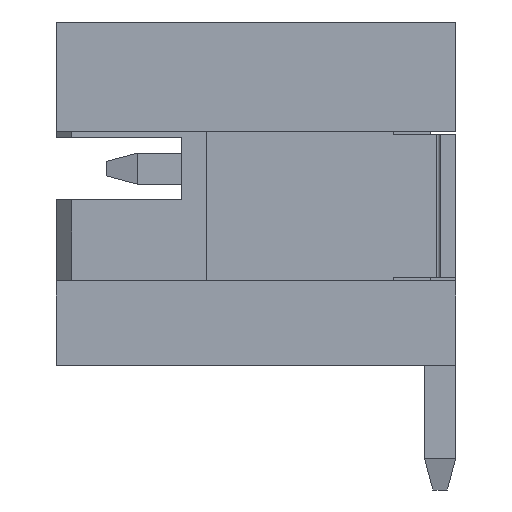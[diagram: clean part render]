
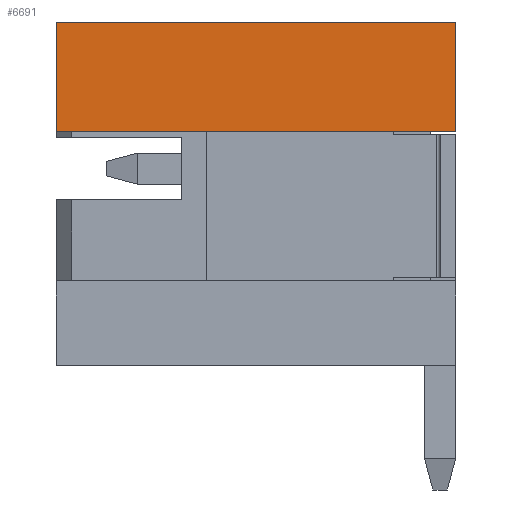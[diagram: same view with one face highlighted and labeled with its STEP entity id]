
A CAD part, left-side view. The second image highlights one B-rep face of the part: STEP entity #6691.
In plain terms, the highlighted planar face has unit normal (-1, 0, 0).
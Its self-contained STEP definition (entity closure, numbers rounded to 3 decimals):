
#47 = ORIENTED_EDGE ( 'NONE', *, *, #6140, .F. ) ;
#90 = LINE ( 'NONE', #491, #3924 ) ;
#491 = CARTESIAN_POINT ( 'NONE',  ( -3., 6.4, 2.35 ) ) ;
#657 = CARTESIAN_POINT ( 'NONE',  ( -3., 0., 0. ) ) ;
#719 = EDGE_CURVE ( 'NONE', #3142, #7111, #8418, .T. ) ;
#825 = CARTESIAN_POINT ( 'NONE',  ( -3., 6.4, 0.6 ) ) ;
#882 = ORIENTED_EDGE ( 'NONE', *, *, #719, .F. ) ;
#1581 = CARTESIAN_POINT ( 'NONE',  ( -3., 6.4, 2.35 ) ) ;
#1687 = DIRECTION ( 'NONE',  ( 0., 0., -1. ) ) ;
#1937 = ORIENTED_EDGE ( 'NONE', *, *, #3949, .F. ) ;
#2015 = CARTESIAN_POINT ( 'NONE',  ( -3., 0., 0.6 ) ) ;
#2920 = EDGE_LOOP ( 'NONE', ( #9306, #1937, #47, #882 ) ) ;
#3142 = VERTEX_POINT ( 'NONE', #1581 ) ;
#3450 = DIRECTION ( 'NONE',  ( 0., 0., -1. ) ) ;
#3511 = PLANE ( 'NONE',  #9279 ) ;
#3588 = DIRECTION ( 'NONE',  ( 0., -1., 0. ) ) ;
#3818 = DIRECTION ( 'NONE',  ( 0., 1., 0. ) ) ;
#3924 = VECTOR ( 'NONE', #5539, 1000. ) ;
#3949 = EDGE_CURVE ( 'NONE', #6881, #4449, #7202, .T. ) ;
#4209 = EDGE_CURVE ( 'NONE', #4449, #3142, #90, .T. ) ;
#4449 = VERTEX_POINT ( 'NONE', #825 ) ;
#4660 = CARTESIAN_POINT ( 'NONE',  ( -3., 0., 0.6 ) ) ;
#4795 = CARTESIAN_POINT ( 'NONE',  ( -3., 0., 2.35 ) ) ;
#5148 = FACE_OUTER_BOUND ( 'NONE', #2920, .T. ) ;
#5251 = VECTOR ( 'NONE', #3818, 1000. ) ;
#5539 = DIRECTION ( 'NONE',  ( 0., 0., 1. ) ) ;
#6074 = VECTOR ( 'NONE', #1687, 1000. ) ;
#6140 = EDGE_CURVE ( 'NONE', #7111, #6881, #8038, .T. ) ;
#6688 = VECTOR ( 'NONE', #3588, 1000. ) ;
#6691 = ADVANCED_FACE ( 'NONE', ( #5148 ), #3511, .F. ) ;
#6881 = VERTEX_POINT ( 'NONE', #2015 ) ;
#7111 = VERTEX_POINT ( 'NONE', #4795 ) ;
#7202 = LINE ( 'NONE', #4660, #5251 ) ;
#7456 = CARTESIAN_POINT ( 'NONE',  ( -3., 0., 2.35 ) ) ;
#7775 = DIRECTION ( 'NONE',  ( 1., 0., 0. ) ) ;
#8038 = LINE ( 'NONE', #7456, #6074 ) ;
#8418 = LINE ( 'NONE', #9323, #6688 ) ;
#9279 = AXIS2_PLACEMENT_3D ( 'NONE', #657, #7775, #3450 ) ;
#9306 = ORIENTED_EDGE ( 'NONE', *, *, #4209, .F. ) ;
#9323 = CARTESIAN_POINT ( 'NONE',  ( -3., 6.4, 2.35 ) ) ;
